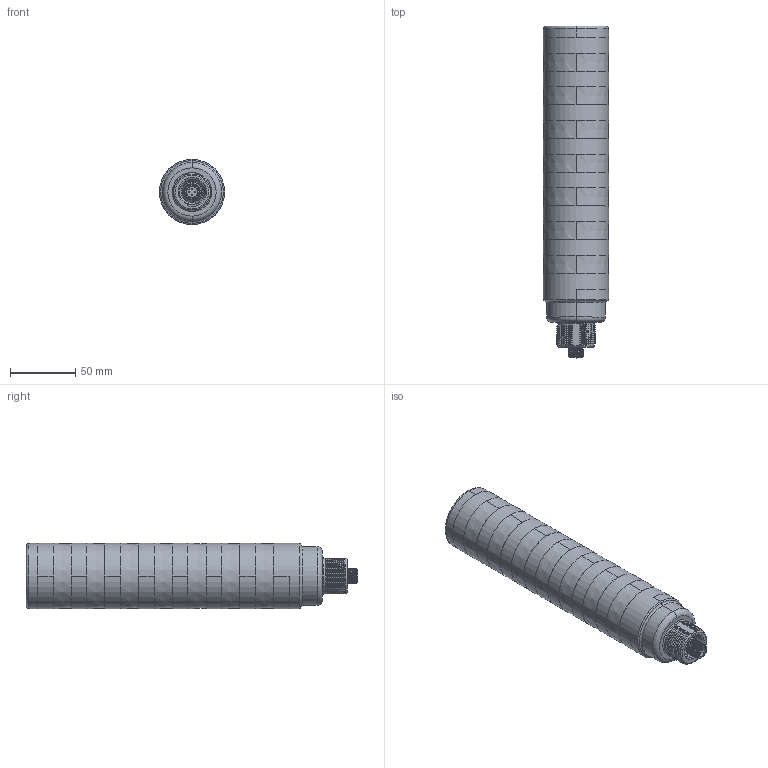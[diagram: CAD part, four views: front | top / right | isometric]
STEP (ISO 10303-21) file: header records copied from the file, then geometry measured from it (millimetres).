
FILE_DESCRIPTION((''),'2;1');
FILE_NAME('205838_SM01_ASM','2025-06-04T12:16:58',('banengservice'),('BANNER ENGINEERING'),'CREO PARAMETRIC BY PTC INC, 2022414','CREO PARAMETRIC BY PTC INC, 2022414','');
FILE_SCHEMA(('CONFIG_CONTROL_DESIGN'));
Length unit declared in the file: millimetre
Products named in the file (2): 205838_EP01; 205838_SM01_ASM
Assembly tree (1 placements, depth 2):
  205838_SM01_ASM
    205838_EP01
Bounding box: 50 x 254.15 x 50 mm (x, y, z)
Volume: 446788 mm3; surface area: 44489.1 mm2
Topology: 1 solids, 1 shells, 257 faces, 666 edges, 428 vertices
Faces by surface type: cylinder 100, bspline 88, plane 32, cone 23, torus 14
Entity records: 17630 total; most frequent: CARTESIAN_POINT 11922, ORIENTED_EDGE 1332, DIRECTION 927, EDGE_CURVE 666, VERTEX_POINT 428, AXIS2_PLACEMENT_3D 351, EDGE_LOOP 274, B_SPLINE_CURVE_WITH_KNOTS 262
